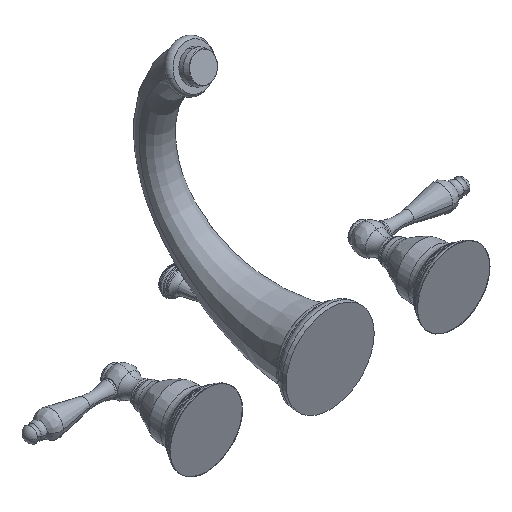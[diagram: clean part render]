
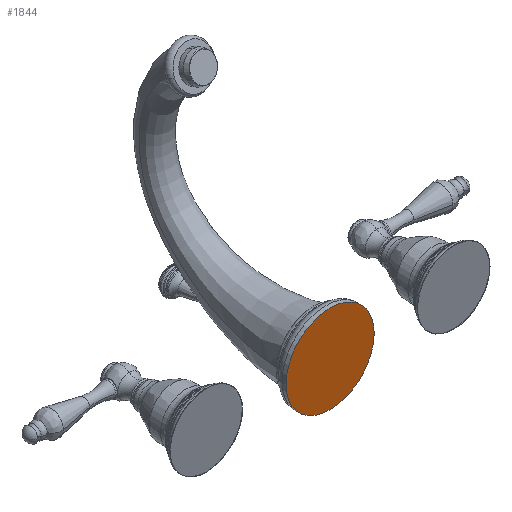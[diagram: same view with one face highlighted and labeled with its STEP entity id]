
A CAD part, isometric view. The second image highlights one B-rep face of the part: STEP entity #1844.
In plain terms, the highlighted planar face has unit normal (0, -1, 0).
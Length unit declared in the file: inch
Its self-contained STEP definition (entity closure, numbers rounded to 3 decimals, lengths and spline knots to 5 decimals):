
#503=CARTESIAN_POINT('',(0.,0.,0.));
#504=DIRECTION('',(0.,1.,0.));
#505=DIRECTION('',(-1.,0.,0.));
#506=AXIS2_PLACEMENT_3D('',#503,#504,#505);
#508=CARTESIAN_POINT('',(0.,0.,0.));
#509=DIRECTION('',(0.,1.,0.));
#510=DIRECTION('',(1.,0.,0.));
#511=AXIS2_PLACEMENT_3D('',#508,#509,#510);
#663=CARTESIAN_POINT('',(-1.425,0.,0.));
#664=CARTESIAN_POINT('',(1.425,0.,0.));
#665=VERTEX_POINT('',#663);
#666=VERTEX_POINT('',#664);
#1835=CARTESIAN_POINT('',(0.,0.,0.));
#1836=DIRECTION('',(0.,-1.,0.));
#1837=DIRECTION('',(-1.,0.,0.));
#1838=AXIS2_PLACEMENT_3D('',#1835,#1836,#1837);
#1839=PLANE('',#1838);
#1840=ORIENTED_EDGE('',*,*,#1814,.T.);
#1841=ORIENTED_EDGE('',*,*,#1830,.T.);
#1842=EDGE_LOOP('',(#1840,#1841));
#1843=FACE_OUTER_BOUND('',#1842,.F.);
#1844=ADVANCED_FACE('',(#1843),#1839,.T.);
#507=CIRCLE('',#506,1.425);
#512=CIRCLE('',#511,1.425);
#1814=EDGE_CURVE('',#665,#666,#507,.T.);
#1830=EDGE_CURVE('',#666,#665,#512,.T.);
